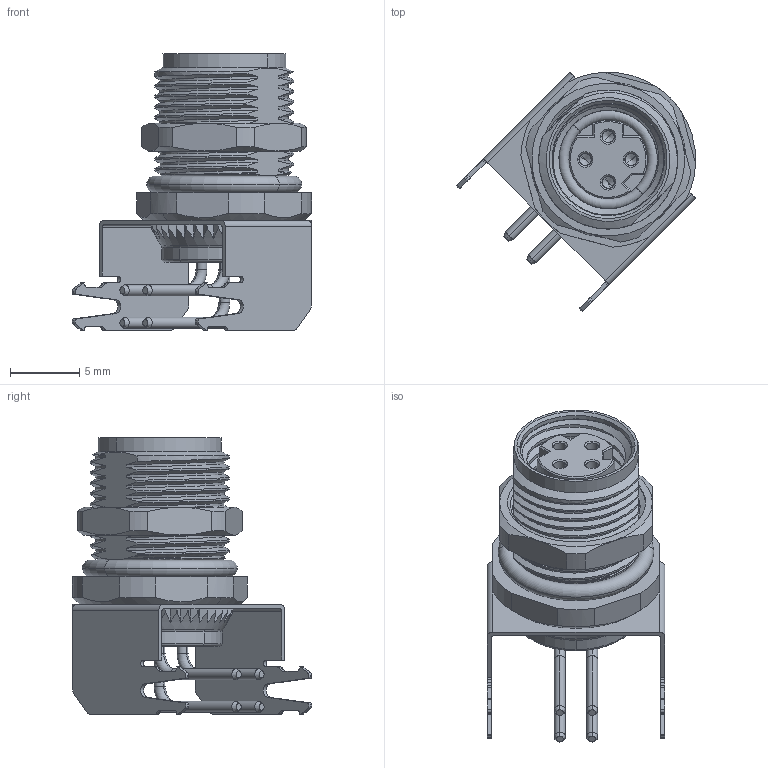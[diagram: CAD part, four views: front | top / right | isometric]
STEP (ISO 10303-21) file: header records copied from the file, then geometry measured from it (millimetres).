
FILE_DESCRIPTION((''),'2;1');
FILE_NAME('M8-FDBK04-0031_4','2025-09-17T',('gongchengVI'),(''),'PRO/ENGINEER BY PARAMETRIC TECHNOLOGY CORPORATION, 2010280','PRO/ENGINEER BY PARAMETRIC TECHNOLOGY CORPORATION, 2010280','');
FILE_SCHEMA(('CONFIG_CONTROL_DESIGN'));
Length unit declared in the file: millimetre
Products named in the file (1): M8-FDBK04-0031_4
Bounding box: 17.22 x 17.22 x 19.9 mm (x, y, z)
Volume: 242.3 mm3; surface area: 3061 mm2
Topology: 1 solids, 11 shells, 754 faces, 1974 edges, 1268 vertices
Faces by surface type: plane 300, cylinder 256, cone 80, bspline 78, torus 40
Entity records: 38699 total; most frequent: CARTESIAN_POINT 20535, ORIENTED_EDGE 3932, DIRECTION 3590, EDGE_CURVE 1966, AXIS2_PLACEMENT_3D 1329, VERTEX_POINT 1268, VECTOR 932, LINE 932
